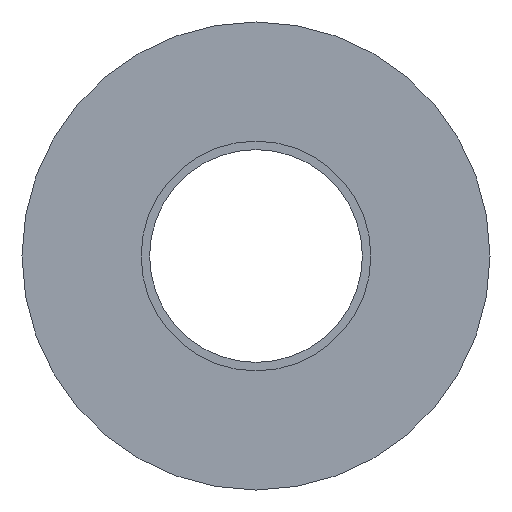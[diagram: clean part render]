
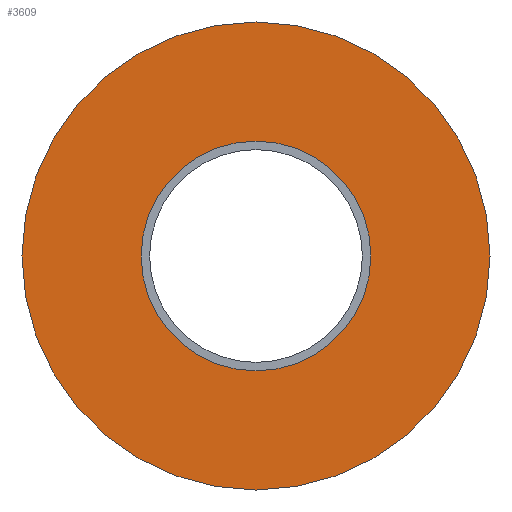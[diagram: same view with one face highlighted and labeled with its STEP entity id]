
A CAD part, left-side view. The second image highlights one B-rep face of the part: STEP entity #3609.
In plain terms, the highlighted planar face has unit normal (-1, 0, 0).
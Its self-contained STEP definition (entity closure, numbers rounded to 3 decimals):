
#157 = EDGE_CURVE ( 'NONE', #667, #657, #2412, .T. ) ;
#162 = EDGE_CURVE ( 'NONE', #659, #658, #2410, .T. ) ;
#172 = EDGE_CURVE ( 'NONE', #657, #667, #2393, .T. ) ;
#173 = EDGE_CURVE ( 'NONE', #658, #659, #2392, .T. ) ;
#319 = EDGE_LOOP ( 'NONE', ( #789, #873 ) ) ;
#323 = EDGE_LOOP ( 'NONE', ( #895, #898 ) ) ;
#657 = VERTEX_POINT ( 'NONE', #1475 ) ;
#658 = VERTEX_POINT ( 'NONE', #1476 ) ;
#659 = VERTEX_POINT ( 'NONE', #1477 ) ;
#667 = VERTEX_POINT ( 'NONE', #1565 ) ;
#789 = ORIENTED_EDGE ( 'NONE', *, *, #157, .F. ) ;
#873 = ORIENTED_EDGE ( 'NONE', *, *, #172, .F. ) ;
#895 = ORIENTED_EDGE ( 'NONE', *, *, #162, .T. ) ;
#898 = ORIENTED_EDGE ( 'NONE', *, *, #173, .T. ) ;
#1163 = CARTESIAN_POINT ( 'NONE',  ( -30., 0., 0. ) ) ;
#1164 = DIRECTION ( 'NONE',  ( -1., 0., 0. ) ) ;
#1165 = DIRECTION ( 'NONE',  ( 0., 0., 1. ) ) ;
#1174 = CARTESIAN_POINT ( 'NONE',  ( -30., 0., 0. ) ) ;
#1175 = DIRECTION ( 'NONE',  ( -1., 0., 0. ) ) ;
#1176 = DIRECTION ( 'NONE',  ( 0., 0., 1. ) ) ;
#1387 = CARTESIAN_POINT ( 'NONE',  ( -30., 0., 0. ) ) ;
#1388 = DIRECTION ( 'NONE',  ( -1., 0., 0. ) ) ;
#1389 = DIRECTION ( 'NONE',  ( 0., 0., 1. ) ) ;
#1475 = CARTESIAN_POINT ( 'NONE',  ( -30., 0., 13.5 ) ) ;
#1476 = CARTESIAN_POINT ( 'NONE',  ( -30., 0., -27.5 ) ) ;
#1477 = CARTESIAN_POINT ( 'NONE',  ( -30., 0., 27.5 ) ) ;
#1565 = CARTESIAN_POINT ( 'NONE',  ( -30., 0., -13.5 ) ) ;
#1953 = FACE_OUTER_BOUND ( 'NONE', #323, .T. ) ;
#1967 = FACE_BOUND ( 'NONE', #319, .T. ) ;
#2392 = CIRCLE ( 'NONE', #3350, 27.5 ) ;
#2393 = CIRCLE ( 'NONE', #3351, 13.5 ) ;
#2410 = CIRCLE ( 'NONE', #3175, 27.5 ) ;
#2412 = CIRCLE ( 'NONE', #3173, 13.5 ) ;
#3031 = CARTESIAN_POINT ( 'NONE',  ( -30., 13.5, 0. ) ) ;
#3034 = PLANE ( 'NONE',  #3128 ) ;
#3036 = DIRECTION ( 'NONE',  ( 1., 0., 0. ) ) ;
#3037 = DIRECTION ( 'NONE',  ( 0., 0., -1. ) ) ;
#3128 = AXIS2_PLACEMENT_3D ( 'NONE', #3031, #3036, #3037 ) ;
#3173 = AXIS2_PLACEMENT_3D ( 'NONE', #1163, #1164, #1165 ) ;
#3175 = AXIS2_PLACEMENT_3D ( 'NONE', #1174, #1175, #1176 ) ;
#3350 = AXIS2_PLACEMENT_3D ( 'NONE', #1387, #1388, #1389 ) ;
#3351 = AXIS2_PLACEMENT_3D ( 'NONE', #3548, #3549, #3550 ) ;
#3548 = CARTESIAN_POINT ( 'NONE',  ( -30., 0., 0. ) ) ;
#3549 = DIRECTION ( 'NONE',  ( -1., 0., 0. ) ) ;
#3550 = DIRECTION ( 'NONE',  ( 0., 0., 1. ) ) ;
#3609 = ADVANCED_FACE ( 'NONE', ( #1967, #1953 ), #3034, .F. ) ;
